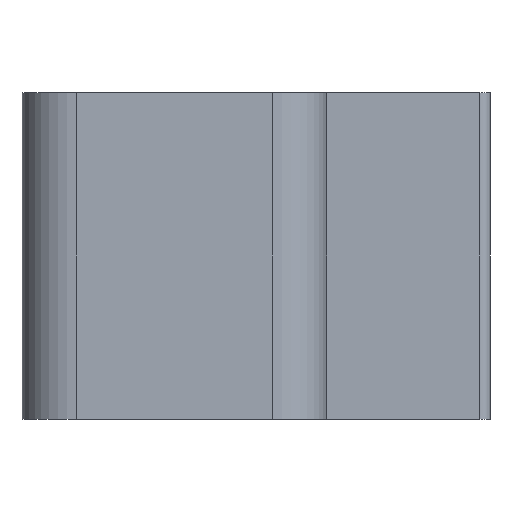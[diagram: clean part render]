
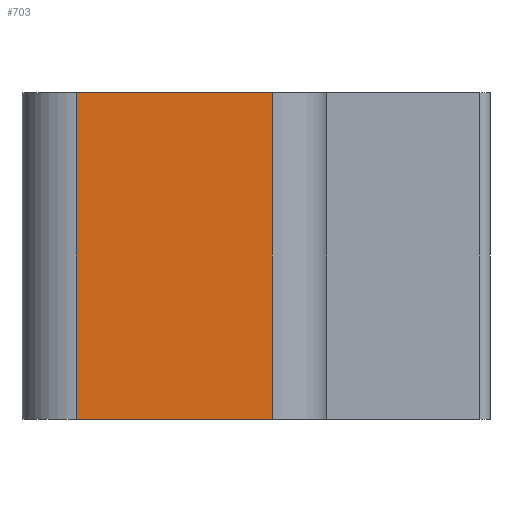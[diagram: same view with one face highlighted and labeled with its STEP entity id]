
A CAD part, left-side view. The second image highlights one B-rep face of the part: STEP entity #703.
In plain terms, the highlighted planar face has unit normal (-1, 0, 0).
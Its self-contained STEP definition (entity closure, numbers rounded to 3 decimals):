
#117=DIRECTION('',(0.,0.,-1.));
#118=VECTOR('',#117,30.);
#119=CARTESIAN_POINT('',(-22.998,-13.667,30.));
#120=LINE('',#119,#118);
#121=DIRECTION('',(0.,-1.,0.));
#122=VECTOR('',#121,18.);
#123=CARTESIAN_POINT('',(-22.998,4.333,0.));
#124=LINE('',#123,#122);
#125=DIRECTION('',(0.,0.,-1.));
#126=VECTOR('',#125,30.);
#127=CARTESIAN_POINT('',(-22.998,4.333,30.));
#128=LINE('',#127,#126);
#129=DIRECTION('',(0.,1.,0.));
#130=VECTOR('',#129,18.);
#131=CARTESIAN_POINT('',(-22.998,-13.667,30.));
#132=LINE('',#131,#130);
#413=CARTESIAN_POINT('',(-22.998,4.333,0.));
#414=VERTEX_POINT('',#413);
#415=CARTESIAN_POINT('',(-22.998,4.333,30.));
#416=VERTEX_POINT('',#415);
#417=CARTESIAN_POINT('',(-22.998,-13.667,0.));
#418=VERTEX_POINT('',#417);
#419=CARTESIAN_POINT('',(-22.998,-13.667,30.));
#420=VERTEX_POINT('',#419);
#690=CARTESIAN_POINT('',(-22.998,-4.667,15.));
#691=DIRECTION('',(1.,0.,0.));
#692=DIRECTION('',(0.,-1.,0.));
#693=AXIS2_PLACEMENT_3D('',#690,#691,#692);
#694=PLANE('',#693);
#695=ORIENTED_EDGE('',*,*,#543,.F.);
#697=ORIENTED_EDGE('',*,*,#696,.F.);
#699=ORIENTED_EDGE('',*,*,#698,.F.);
#700=ORIENTED_EDGE('',*,*,#682,.T.);
#701=EDGE_LOOP('',(#695,#697,#699,#700));
#702=FACE_OUTER_BOUND('',#701,.F.);
#703=ADVANCED_FACE('',(#702),#694,.F.);
#543=EDGE_CURVE('',#414,#418,#124,.T.);
#682=EDGE_CURVE('',#420,#418,#120,.T.);
#696=EDGE_CURVE('',#416,#414,#128,.T.);
#698=EDGE_CURVE('',#420,#416,#132,.T.);
